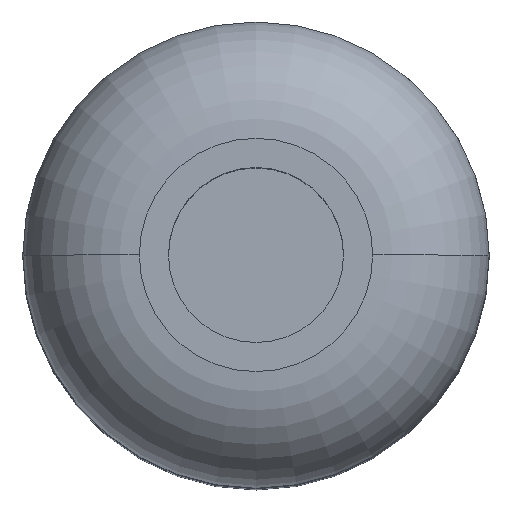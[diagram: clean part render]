
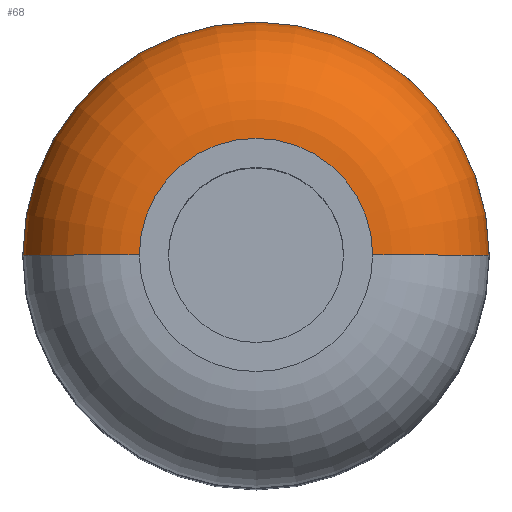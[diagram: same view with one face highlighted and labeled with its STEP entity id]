
A CAD part, top view. The second image highlights one B-rep face of the part: STEP entity #68.
In plain terms, the highlighted toroidal (fillet/blend) face has major radius 2 mm and minor radius 2 mm.
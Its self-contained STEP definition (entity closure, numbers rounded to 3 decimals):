
#3 = CIRCLE ( 'NONE', #76, 2. ) ;
#7 = VERTEX_POINT ( 'NONE', #208 ) ;
#10 = CARTESIAN_POINT ( 'NONE',  ( 0., 0., 18. ) ) ;
#11 = CIRCLE ( 'NONE', #121, 3.142 ) ;
#25 = EDGE_CURVE ( 'NONE', #325, #7, #11, .T. ) ;
#37 = ORIENTED_EDGE ( 'NONE', *, *, #374, .T. ) ;
#55 = ORIENTED_EDGE ( 'NONE', *, *, #377, .F. ) ;
#62 = DIRECTION ( 'NONE',  ( 0., 0., -1. ) ) ;
#68 = ADVANCED_FACE ( 'NONE', ( #275 ), #353, .T. ) ;
#71 = AXIS2_PLACEMENT_3D ( 'NONE', #187, #156, #398 ) ;
#76 = AXIS2_PLACEMENT_3D ( 'NONE', #10, #141, #263 ) ;
#80 = VERTEX_POINT ( 'NONE', #277 ) ;
#88 = DIRECTION ( 'NONE',  ( -1., 0., 0. ) ) ;
#102 = ORIENTED_EDGE ( 'NONE', *, *, #333, .T. ) ;
#111 = ORIENTED_EDGE ( 'NONE', *, *, #25, .F. ) ;
#115 = CIRCLE ( 'NONE', #346, 2. ) ;
#121 = AXIS2_PLACEMENT_3D ( 'NONE', #337, #62, #88 ) ;
#141 = DIRECTION ( 'NONE',  ( 0., 0., -1. ) ) ;
#148 = EDGE_LOOP ( 'NONE', ( #102, #37, #111, #55 ) ) ;
#154 = CARTESIAN_POINT ( 'NONE',  ( -2., 0., 16. ) ) ;
#156 = DIRECTION ( 'NONE',  ( 0., 0., -1. ) ) ;
#163 = CIRCLE ( 'NONE', #386, 2. ) ;
#171 = CARTESIAN_POINT ( 'NONE',  ( -3.142, 0., 14.358 ) ) ;
#174 = VERTEX_POINT ( 'NONE', #310 ) ;
#175 = CARTESIAN_POINT ( 'NONE',  ( 2., 0., 16. ) ) ;
#182 = DIRECTION ( 'NONE',  ( 0., 0., -1. ) ) ;
#187 = CARTESIAN_POINT ( 'NONE',  ( 0., 0., 16. ) ) ;
#208 = CARTESIAN_POINT ( 'NONE',  ( 3.142, 0., 14.358 ) ) ;
#263 = DIRECTION ( 'NONE',  ( -1., 0., 0. ) ) ;
#275 = FACE_OUTER_BOUND ( 'NONE', #148, .T. ) ;
#277 = CARTESIAN_POINT ( 'NONE',  ( -2., 0., 18. ) ) ;
#310 = CARTESIAN_POINT ( 'NONE',  ( 2., 0., 18. ) ) ;
#325 = VERTEX_POINT ( 'NONE', #171 ) ;
#333 = EDGE_CURVE ( 'NONE', #80, #174, #3, .T. ) ;
#337 = CARTESIAN_POINT ( 'NONE',  ( 0., 0., 14.358 ) ) ;
#346 = AXIS2_PLACEMENT_3D ( 'NONE', #175, #351, #395 ) ;
#351 = DIRECTION ( 'NONE',  ( 0., 1., 0. ) ) ;
#353 = TOROIDAL_SURFACE ( 'NONE', #71, 2., 2. ) ;
#374 = EDGE_CURVE ( 'NONE', #174, #7, #115, .T. ) ;
#377 = EDGE_CURVE ( 'NONE', #80, #325, #163, .T. ) ;
#386 = AXIS2_PLACEMENT_3D ( 'NONE', #154, #392, #182 ) ;
#392 = DIRECTION ( 'NONE',  ( 0., -1., 0. ) ) ;
#395 = DIRECTION ( 'NONE',  ( -1., 0., 0. ) ) ;
#398 = DIRECTION ( 'NONE',  ( -1., 0., 0. ) ) ;
